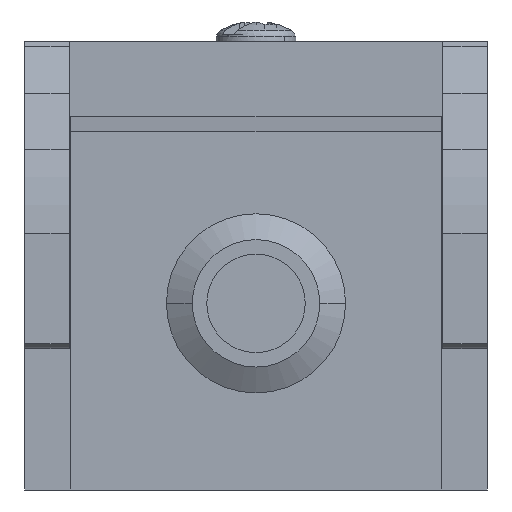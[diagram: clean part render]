
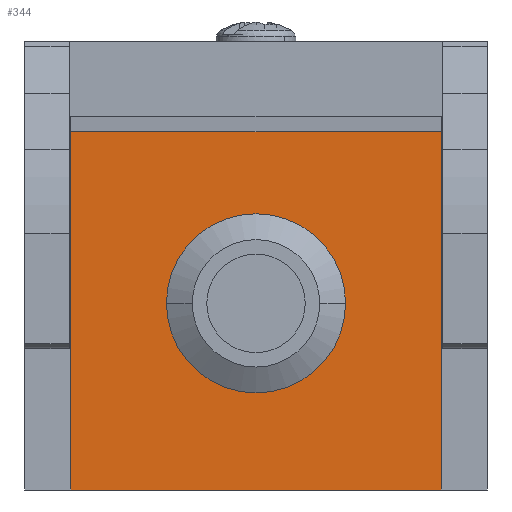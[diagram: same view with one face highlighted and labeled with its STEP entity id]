
A CAD part, front view. The second image highlights one B-rep face of the part: STEP entity #344.
In plain terms, the highlighted planar face has unit normal (0, -1, 0).
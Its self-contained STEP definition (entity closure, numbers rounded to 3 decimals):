
#344=ADVANCED_FACE('',(#965,#966),#967,.T.);
#965=FACE_BOUND('',#1615,.T.);
#966=FACE_OUTER_BOUND('',#1616,.T.);
#967=PLANE('',#1617);
#1615=EDGE_LOOP('',(#3962,#3963));
#1616=EDGE_LOOP('',(#3964,#3965,#3966,#3967));
#1617=AXIS2_PLACEMENT_3D('',#3968,#3969,#3970);
#3962=ORIENTED_EDGE('',*,*,#4481,.T.);
#3963=ORIENTED_EDGE('',*,*,#4632,.T.);
#3964=ORIENTED_EDGE('',*,*,#4897,.T.);
#3965=ORIENTED_EDGE('',*,*,#4898,.T.);
#3966=ORIENTED_EDGE('',*,*,#4899,.T.);
#3967=ORIENTED_EDGE('',*,*,#4862,.T.);
#3968=CARTESIAN_POINT('',(0.,-65.0,0.0));
#3969=DIRECTION('',(0.0,-1.0,0.0));
#3970=DIRECTION('',(1.0,0.0,0.0));
#4481=EDGE_CURVE('',#5484,#5488,#5490,.T.);
#4632=EDGE_CURVE('',#5488,#5484,#5685,.T.);
#4862=EDGE_CURVE('',#6055,#6053,#6056,.T.);
#4897=EDGE_CURVE('',#6053,#6113,#6115,.T.);
#4898=EDGE_CURVE('',#6113,#6116,#6117,.T.);
#4899=EDGE_CURVE('',#6116,#6055,#6118,.T.);
#5484=VERTEX_POINT('',#9015);
#5488=VERTEX_POINT('',#9020);
#5490=CIRCLE('',#9023,6.);
#5685=CIRCLE('',#9600,6.);
#6053=VERTEX_POINT('',#10277);
#6055=VERTEX_POINT('',#10280);
#6056=LINE('',#10281,#10282);
#6113=VERTEX_POINT('',#10367);
#6115=LINE('',#10370,#10371);
#6116=VERTEX_POINT('',#10372);
#6117=LINE('',#10373,#10374);
#6118=LINE('',#10375,#10376);
#9015=CARTESIAN_POINT('',(6.0,-65.,12.5));
#9020=CARTESIAN_POINT('',(-6.,-65.0,12.5));
#9023=AXIS2_PLACEMENT_3D('',#11083,#11084,#11085);
#9600=AXIS2_PLACEMENT_3D('',#11461,#11462,#11463);
#10277=CARTESIAN_POINT('',(12.4,-65.0,24.0));
#10280=CARTESIAN_POINT('',(12.4,-65.0,0.0));
#10281=CARTESIAN_POINT('',(12.4,-65.0,10.181));
#10282=VECTOR('',#11813,1.0);
#10367=CARTESIAN_POINT('',(-12.4,-65.0,24.0));
#10370=CARTESIAN_POINT('',(-8.25,-65.0,24.0));
#10371=VECTOR('',#11858,1.0);
#10372=CARTESIAN_POINT('',(-12.4,-65.0,0.0));
#10373=CARTESIAN_POINT('',(-12.4,-65.0,10.181));
#10374=VECTOR('',#11859,1.0);
#10375=CARTESIAN_POINT('',(-15.5,-65.0,0.0));
#10376=VECTOR('',#11860,1.0);
#11083=CARTESIAN_POINT('',(0.0,-65.0,12.5));
#11084=DIRECTION('',(-0.0,1.0,0.0));
#11085=DIRECTION('',(1.0,0.0,0.0));
#11461=CARTESIAN_POINT('',(0.0,-65.0,12.5));
#11462=DIRECTION('',(-0.0,1.0,0.0));
#11463=DIRECTION('',(1.0,0.0,0.0));
#11813=DIRECTION('',(0.,0.0,1.0));
#11858=DIRECTION('',(-1.0,-0.0,0.));
#11859=DIRECTION('',(0.,0.0,-1.0));
#11860=DIRECTION('',(1.0,0.0,0.0));
